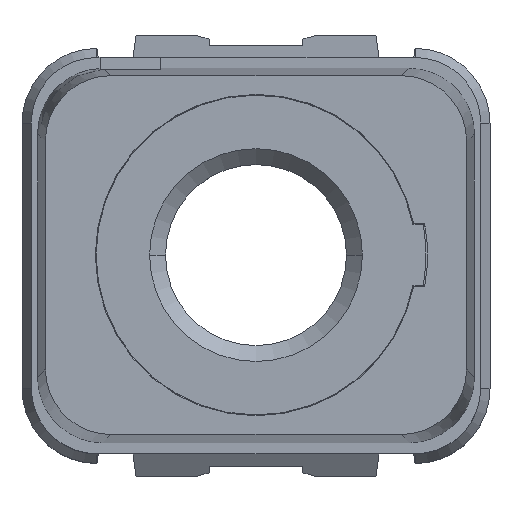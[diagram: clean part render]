
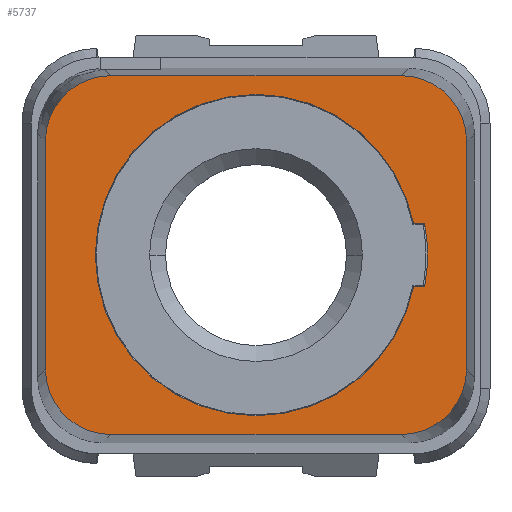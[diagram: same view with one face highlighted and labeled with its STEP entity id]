
A CAD part, top view. The second image highlights one B-rep face of the part: STEP entity #5737.
In plain terms, the highlighted planar face has unit normal (0, 0, 1).
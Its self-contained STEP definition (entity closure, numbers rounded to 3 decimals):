
#117=DIRECTION('',(0.,-1.,0.));
#118=VECTOR('',#117,7.3);
#119=CARTESIAN_POINT('',(-6.75,3.65,10.12));
#120=LINE('',#119,#118);
#121=CARTESIAN_POINT('',(-4.65,3.65,10.12));
#122=DIRECTION('',(0.,0.,1.));
#123=DIRECTION('',(0.,1.,0.));
#124=AXIS2_PLACEMENT_3D('',#121,#122,#123);
#126=DIRECTION('',(-1.,0.,0.));
#127=VECTOR('',#126,9.3);
#128=CARTESIAN_POINT('',(4.65,5.75,10.12));
#129=LINE('',#128,#127);
#130=CARTESIAN_POINT('',(4.65,3.65,10.12));
#131=DIRECTION('',(0.,0.,1.));
#132=DIRECTION('',(1.,0.,0.));
#133=AXIS2_PLACEMENT_3D('',#130,#131,#132);
#135=DIRECTION('',(0.,1.,0.));
#136=VECTOR('',#135,7.3);
#137=CARTESIAN_POINT('',(6.75,-3.65,10.12));
#138=LINE('',#137,#136);
#139=CARTESIAN_POINT('',(4.65,-3.65,10.12));
#140=DIRECTION('',(0.,0.,1.));
#141=DIRECTION('',(0.,-1.,0.));
#142=AXIS2_PLACEMENT_3D('',#139,#140,#141);
#144=DIRECTION('',(1.,0.,0.));
#145=VECTOR('',#144,9.3);
#146=CARTESIAN_POINT('',(-4.65,-5.75,10.12));
#147=LINE('',#146,#145);
#148=CARTESIAN_POINT('',(-4.65,-3.65,10.12));
#149=DIRECTION('',(0.,0.,1.));
#150=DIRECTION('',(-1.,0.,0.));
#151=AXIS2_PLACEMENT_3D('',#148,#149,#150);
#153=DIRECTION('',(1.,0.,0.));
#154=VECTOR('',#153,0.356);
#155=CARTESIAN_POINT('',(5.052,-1.,10.12));
#156=LINE('',#155,#154);
#157=CARTESIAN_POINT('',(0.,0.,10.12));
#158=DIRECTION('',(0.,0.,1.));
#159=DIRECTION('',(0.983,-0.182,0.));
#160=AXIS2_PLACEMENT_3D('',#157,#158,#159);
#162=DIRECTION('',(-1.,0.,0.));
#163=VECTOR('',#162,0.356);
#164=CARTESIAN_POINT('',(5.408,1.,10.12));
#165=LINE('',#164,#163);
#166=CARTESIAN_POINT('',(0.,0.,10.12));
#167=DIRECTION('',(0.,0.,1.));
#168=DIRECTION('',(0.981,0.194,0.));
#169=AXIS2_PLACEMENT_3D('',#166,#167,#168);
#171=CARTESIAN_POINT('',(0.,0.,10.12));
#172=DIRECTION('',(0.,0.,1.));
#173=DIRECTION('',(0.,1.,0.));
#174=AXIS2_PLACEMENT_3D('',#171,#172,#173);
#176=CARTESIAN_POINT('',(0.,0.,10.12));
#177=DIRECTION('',(0.,0.,1.));
#178=DIRECTION('',(0.,-1.,0.));
#179=AXIS2_PLACEMENT_3D('',#176,#177,#178);
#4587=CARTESIAN_POINT('',(-6.75,3.65,10.12));
#4588=CARTESIAN_POINT('',(-6.75,-3.65,10.12));
#4589=VERTEX_POINT('',#4587);
#4590=VERTEX_POINT('',#4588);
#4591=CARTESIAN_POINT('',(-4.65,-5.75,10.12));
#4592=VERTEX_POINT('',#4591);
#4593=CARTESIAN_POINT('',(4.65,-5.75,10.12));
#4594=VERTEX_POINT('',#4593);
#4595=CARTESIAN_POINT('',(6.75,-3.65,10.12));
#4596=VERTEX_POINT('',#4595);
#4597=CARTESIAN_POINT('',(6.75,3.65,10.12));
#4598=VERTEX_POINT('',#4597);
#4599=CARTESIAN_POINT('',(4.65,5.75,10.12));
#4600=VERTEX_POINT('',#4599);
#4601=CARTESIAN_POINT('',(-4.65,5.75,10.12));
#4602=VERTEX_POINT('',#4601);
#4673=CARTESIAN_POINT('',(0.,5.15,10.12));
#4674=CARTESIAN_POINT('',(0.,-5.15,10.12));
#4675=VERTEX_POINT('',#4673);
#4676=VERTEX_POINT('',#4674);
#4897=CARTESIAN_POINT('',(5.052,-1.,10.12));
#4898=CARTESIAN_POINT('',(5.408,-1.,10.12));
#4899=VERTEX_POINT('',#4897);
#4900=VERTEX_POINT('',#4898);
#4901=CARTESIAN_POINT('',(5.408,1.,10.12));
#4902=VERTEX_POINT('',#4901);
#4903=CARTESIAN_POINT('',(5.052,1.,10.12));
#4904=VERTEX_POINT('',#4903);
#5702=CARTESIAN_POINT('',(0.,0.,10.12));
#5703=DIRECTION('',(0.,0.,1.));
#5704=DIRECTION('',(1.,0.,0.));
#5705=AXIS2_PLACEMENT_3D('',#5702,#5703,#5704);
#5706=PLANE('',#5705);
#5708=ORIENTED_EDGE('',*,*,#5707,.F.);
#5709=ORIENTED_EDGE('',*,*,#5694,.F.);
#5710=ORIENTED_EDGE('',*,*,#5625,.F.);
#5712=ORIENTED_EDGE('',*,*,#5711,.F.);
#5714=ORIENTED_EDGE('',*,*,#5713,.F.);
#5716=ORIENTED_EDGE('',*,*,#5715,.F.);
#5718=ORIENTED_EDGE('',*,*,#5717,.F.);
#5720=ORIENTED_EDGE('',*,*,#5719,.F.);
#5721=EDGE_LOOP('',(#5708,#5709,#5710,#5712,#5714,#5716,#5718,#5720));
#5722=FACE_OUTER_BOUND('',#5721,.F.);
#5724=ORIENTED_EDGE('',*,*,#5723,.T.);
#5726=ORIENTED_EDGE('',*,*,#5725,.T.);
#5728=ORIENTED_EDGE('',*,*,#5727,.T.);
#5730=ORIENTED_EDGE('',*,*,#5729,.T.);
#5732=ORIENTED_EDGE('',*,*,#5731,.T.);
#5734=ORIENTED_EDGE('',*,*,#5733,.T.);
#5735=EDGE_LOOP('',(#5724,#5726,#5728,#5730,#5732,#5734));
#5736=FACE_BOUND('',#5735,.F.);
#5737=ADVANCED_FACE('',(#5722,#5736),#5706,.T.);
#125=CIRCLE('',#124,2.1);
#134=CIRCLE('',#133,2.1);
#143=CIRCLE('',#142,2.1);
#152=CIRCLE('',#151,2.1);
#161=CIRCLE('',#160,5.5);
#170=CIRCLE('',#169,5.15);
#175=CIRCLE('',#174,5.15);
#180=CIRCLE('',#179,5.15);
#5625=EDGE_CURVE('',#4600,#4602,#129,.T.);
#5694=EDGE_CURVE('',#4602,#4589,#125,.T.);
#5707=EDGE_CURVE('',#4589,#4590,#120,.T.);
#5711=EDGE_CURVE('',#4598,#4600,#134,.T.);
#5713=EDGE_CURVE('',#4596,#4598,#138,.T.);
#5715=EDGE_CURVE('',#4594,#4596,#143,.T.);
#5717=EDGE_CURVE('',#4592,#4594,#147,.T.);
#5719=EDGE_CURVE('',#4590,#4592,#152,.T.);
#5723=EDGE_CURVE('',#4899,#4900,#156,.T.);
#5725=EDGE_CURVE('',#4900,#4902,#161,.T.);
#5727=EDGE_CURVE('',#4902,#4904,#165,.T.);
#5729=EDGE_CURVE('',#4904,#4675,#170,.T.);
#5731=EDGE_CURVE('',#4675,#4676,#175,.T.);
#5733=EDGE_CURVE('',#4676,#4899,#180,.T.);
